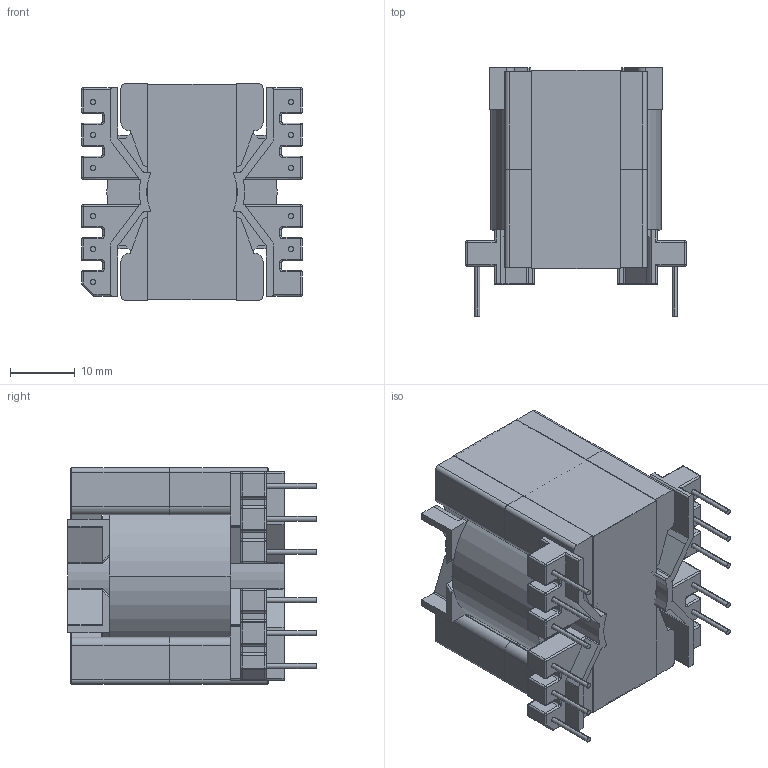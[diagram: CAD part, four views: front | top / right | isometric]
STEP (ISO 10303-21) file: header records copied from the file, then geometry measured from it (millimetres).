
FILE_DESCRIPTION (( 'STEP AP214' ), '1' );
FILE_NAME ('PQ3230_4796_MP12.STEP', '2021-06-28T16:03:41', ( '' ), ( '' ), 'SwSTEP 2.0', 'SolidWorks 2017', '' );
FILE_SCHEMA (( 'AUTOMOTIVE_DESIGN' ));
Length unit declared in the file: millimetre
Products named in the file (5): 070-4796_6B; PQ3230_4796_MP12; 440-8054-2411; 070-4796_coil; 150-2411_6A
Assembly tree (5 placements, depth 2):
  PQ3230_4796_MP12
    070-4796_6B
    070-4796_coil
    150-2411_6A  x2
    440-8054-2411
Bounding box: 34.2 x 38.52 x 33.5 mm (x, y, z)
Volume: 23506.8 mm3; surface area: 19948.8 mm2
Topology: 5 solids, 5 shells, 561 faces, 1436 edges, 844 vertices
Faces by surface type: cylinder 249, plane 230, sphere 50, torus 32
Entity records: 15615 total; most frequent: DIRECTION 2754, CARTESIAN_POINT 2673, ORIENTED_EDGE 2528, EDGE_CURVE 1264, AXIS2_PLACEMENT_3D 1005, VERTEX_POINT 764, VECTOR 744, LINE 744
